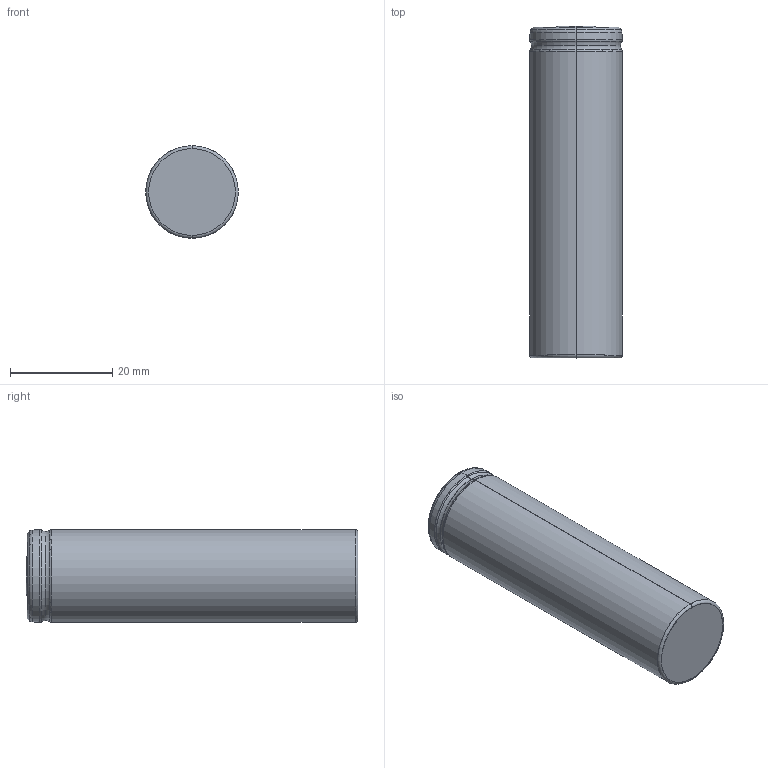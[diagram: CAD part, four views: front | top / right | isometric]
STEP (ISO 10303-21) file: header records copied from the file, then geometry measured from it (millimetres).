
FILE_DESCRIPTION (( 'STEP AP214' ), '1' );
FILE_NAME ('LGDAS31865.STEP', '2023-07-07T11:23:00', ( 'Admin' ), ( '' ), 'SwSTEP 2.0', 'SolidWorks 2018', '' );
FILE_SCHEMA (( 'AUTOMOTIVE_DESIGN' ));
Length unit declared in the file: millimetre
Products named in the file (1): LGDAS31865
Bounding box: 18.12 x 64.96 x 18.12 mm (x, y, z)
Volume: 1948.7 mm3; surface area: 18344.9 mm2
Topology: 10 solids, 10 shells, 273 faces, 660 edges, 408 vertices
Faces by surface type: cylinder 98, torus 78, plane 61, cone 36
Entity records: 11440 total; most frequent: CARTESIAN_POINT 1784, DIRECTION 1462, ORIENTED_EDGE 1320, EDGE_CURVE 660, AXIS2_PLACEMENT_3D 636, VERTEX_POINT 408, CIRCLE 362, EDGE_LOOP 308
